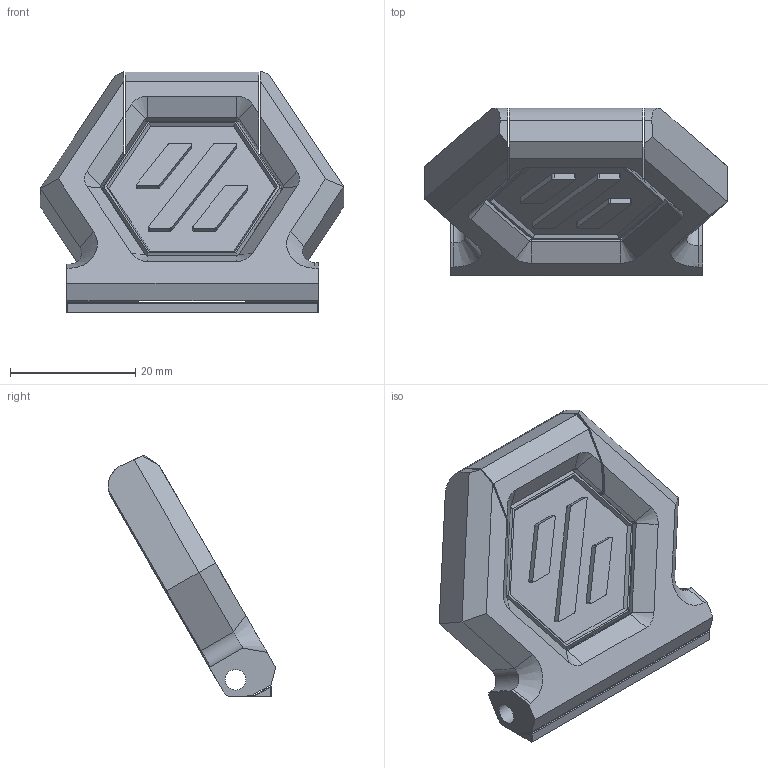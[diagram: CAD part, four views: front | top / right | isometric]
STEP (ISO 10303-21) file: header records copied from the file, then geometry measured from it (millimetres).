
FILE_DESCRIPTION(/* description */ (''),/* implementation_level */ '2;1');
FILE_NAME(/* name */ 'LidFrontHinge.step',/* time_stamp */ '2025-04-12T20:50:40+02:00',/* author */ (''),/* organization */ (''),/* preprocessor_version */ 'ST-DEVELOPER v20.1',/* originating_system */ 'Autodesk Translation Framework v14.4.0.0',/* authorisation */ '');
FILE_SCHEMA (('AUTOMOTIVE_DESIGN { 1 0 10303 214 3 1 1 }'));
Length unit declared in the file: millimetre
Products named in the file (1): 3.2_LidFrontHinge
Bounding box: 48.49 x 26.76 x 38.62 mm (x, y, z)
Volume: 10603.4 mm3; surface area: 6916.6 mm2
Topology: 5 solids, 5 shells, 335 faces, 862 edges, 542 vertices
Faces by surface type: plane 183, cylinder 68, bspline 51, cone 27, sphere 4, torus 2
Full cylindrical faces by diameter (mm): 3.3 x2, 4.7 x2
Entity records: 11354 total; most frequent: CARTESIAN_POINT 3477, ORIENTED_EDGE 1724, DIRECTION 1450, EDGE_CURVE 862, LINE 576, VECTOR 576, VERTEX_POINT 542, AXIS2_PLACEMENT_3D 437
